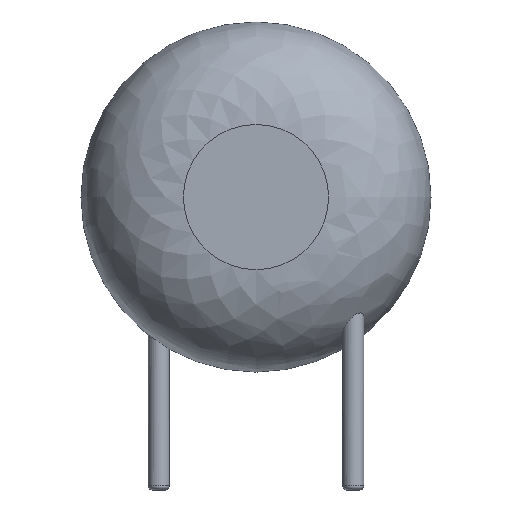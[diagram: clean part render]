
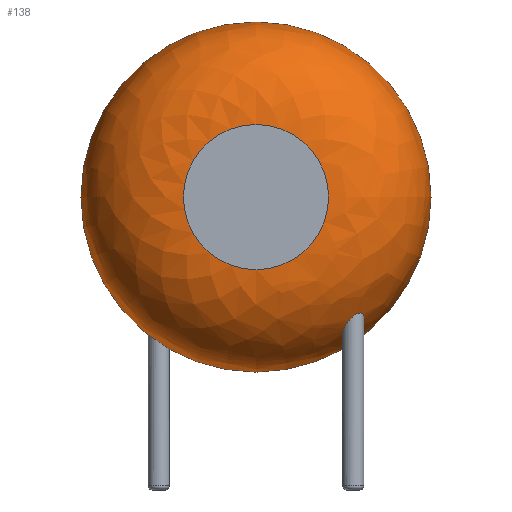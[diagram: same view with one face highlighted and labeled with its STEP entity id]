
A CAD part, front view. The second image highlights one B-rep face of the part: STEP entity #138.
In plain terms, the highlighted face is a revolution surface.
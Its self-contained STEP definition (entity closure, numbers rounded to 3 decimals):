
#24=VERTEX_POINT('',#25);
#25=CARTESIAN_POINT('',(7.,-1.466,4.53));
#29=DIRECTION('',(0.,-1.,0.));
#30=ORIENTED_EDGE('',*,*,#31,.T.);
#31=EDGE_CURVE('',#24,#24,#32,.T.);
#32=CIRCLE('',#33,4.5);
#33=AXIS2_PLACEMENT_3D('',#34,#29,#35);
#34=CARTESIAN_POINT('',(2.5,-1.466,4.53));
#35=DIRECTION('',(1.,0.,0.));
#138=ADVANCED_FACE('',(#139,#155),#225,.T.);
#139=FACE_BOUND('',#140,.T.);
#140=EDGE_LOOP('',(#30,#141,#149,#154));
#141=ORIENTED_EDGE('',*,*,#142,.T.);
#142=EDGE_CURVE('',#24,#143,#145,.T.);
#143=VERTEX_POINT('',#144);
#144=CARTESIAN_POINT('',(4.366,-4.1,4.53));
#145=CIRCLE('',#146,2.634);
#146=AXIS2_PLACEMENT_3D('',#147,#148,#35);
#147=CARTESIAN_POINT('',(4.366,-1.466,4.53));
#148=DIRECTION('',(0.,0.,-1.));
#149=ORIENTED_EDGE('',*,*,#150,.F.);
#150=EDGE_CURVE('',#143,#143,#151,.T.);
#151=CIRCLE('',#152,1.866);
#152=AXIS2_PLACEMENT_3D('',#153,#29,#35);
#153=CARTESIAN_POINT('',(2.5,-4.1,4.53));
#154=ORIENTED_EDGE('',*,*,#142,.F.);
#155=FACE_BOUND('',#156,.T.);
#156=EDGE_LOOP('',(#157,#174));
#157=ORIENTED_EDGE('',*,*,#158,.T.);
#158=EDGE_CURVE('',#159,#161,#163,.T.);
#159=VERTEX_POINT('',#160);
#160=CARTESIAN_POINT('',(5.27,-2.8,1.457));
#161=VERTEX_POINT('',#162);
#162=CARTESIAN_POINT('',(5.007,-2.53,1.066));
#163=B_SPLINE_CURVE_WITH_KNOTS('',6,(#160,#164,#165,#166,#167,#168,#169,#170,#171,#172,#173,#162),.UNSPECIFIED.,.F.,.F.,(7,5,7),(0.,0.44,1.),.UNSPECIFIED.);
#164=CARTESIAN_POINT('',(5.27,-2.769,1.433));
#165=CARTESIAN_POINT('',(5.266,-2.738,1.406));
#166=CARTESIAN_POINT('',(5.257,-2.709,1.377));
#167=CARTESIAN_POINT('',(5.245,-2.681,1.347));
#168=CARTESIAN_POINT('',(5.23,-2.655,1.317));
#169=CARTESIAN_POINT('',(5.187,-2.602,1.247));
#170=CARTESIAN_POINT('',(5.158,-2.576,1.207));
#171=CARTESIAN_POINT('',(5.125,-2.555,1.168));
#172=CARTESIAN_POINT('',(5.088,-2.54,1.131));
#173=CARTESIAN_POINT('',(5.048,-2.531,1.097));
#174=ORIENTED_EDGE('',*,*,#175,.T.);
#175=EDGE_CURVE('',#161,#159,#176,.T.);
#176=B_SPLINE_CURVE_WITH_KNOTS('',7,(#162,#177,#178,#179,#180,#181,#182,#183,#184,#185,#186,#187,#188,#189,#190,#191,#192,#193,#194,#195,#196,#197,#198,#199,#200,#201,#202,#203,#204,#205,#206,#207,#208,#209,#210,#211,#212,#213,#214,#215,#216,#217,#218,#219,#220,#221,#222,#223,#224,#160),.UNSPECIFIED.,.F.,.F.,(8,6,6,6,6,6,6,6,8),(0.,0.185,0.298,0.355,0.519,0.672,0.812,0.924,1.),.UNSPECIFIED.);
#177=CARTESIAN_POINT('',(4.973,-2.529,1.041));
#178=CARTESIAN_POINT('',(4.938,-2.533,1.019));
#179=CARTESIAN_POINT('',(4.903,-2.543,1.));
#180=CARTESIAN_POINT('',(4.87,-2.558,0.986));
#181=CARTESIAN_POINT('',(4.839,-2.578,0.977));
#182=CARTESIAN_POINT('',(4.812,-2.603,0.973));
#183=CARTESIAN_POINT('',(4.776,-2.647,0.976));
#184=CARTESIAN_POINT('',(4.764,-2.665,0.979));
#185=CARTESIAN_POINT('',(4.754,-2.685,0.985));
#186=CARTESIAN_POINT('',(4.746,-2.704,0.992));
#187=CARTESIAN_POINT('',(4.739,-2.725,1.));
#188=CARTESIAN_POINT('',(4.735,-2.745,1.011));
#189=CARTESIAN_POINT('',(4.731,-2.776,1.029));
#190=CARTESIAN_POINT('',(4.73,-2.786,1.036));
#191=CARTESIAN_POINT('',(4.73,-2.796,1.042));
#192=CARTESIAN_POINT('',(4.73,-2.807,1.05));
#193=CARTESIAN_POINT('',(4.73,-2.817,1.057));
#194=CARTESIAN_POINT('',(4.731,-2.827,1.065));
#195=CARTESIAN_POINT('',(4.736,-2.865,1.096));
#196=CARTESIAN_POINT('',(4.744,-2.893,1.122));
#197=CARTESIAN_POINT('',(4.755,-2.919,1.15));
#198=CARTESIAN_POINT('',(4.768,-2.944,1.179));
#199=CARTESIAN_POINT('',(4.785,-2.967,1.209));
#200=CARTESIAN_POINT('',(4.803,-2.987,1.24));
#201=CARTESIAN_POINT('',(4.844,-3.022,1.299));
#202=CARTESIAN_POINT('',(4.865,-3.036,1.328));
#203=CARTESIAN_POINT('',(4.888,-3.049,1.357));
#204=CARTESIAN_POINT('',(4.913,-3.058,1.385));
#205=CARTESIAN_POINT('',(4.939,-3.065,1.411));
#206=CARTESIAN_POINT('',(4.966,-3.069,1.437));
#207=CARTESIAN_POINT('',(5.019,-3.071,1.481));
#208=CARTESIAN_POINT('',(5.044,-3.068,1.5));
#209=CARTESIAN_POINT('',(5.07,-3.063,1.517));
#210=CARTESIAN_POINT('',(5.096,-3.055,1.531));
#211=CARTESIAN_POINT('',(5.121,-3.044,1.541));
#212=CARTESIAN_POINT('',(5.144,-3.03,1.548));
#213=CARTESIAN_POINT('',(5.183,-3.,1.553));
#214=CARTESIAN_POINT('',(5.199,-2.985,1.553));
#215=CARTESIAN_POINT('',(5.213,-2.968,1.551));
#216=CARTESIAN_POINT('',(5.226,-2.951,1.546));
#217=CARTESIAN_POINT('',(5.237,-2.932,1.539));
#218=CARTESIAN_POINT('',(5.246,-2.913,1.53));
#219=CARTESIAN_POINT('',(5.258,-2.881,1.513));
#220=CARTESIAN_POINT('',(5.262,-2.867,1.505));
#221=CARTESIAN_POINT('',(5.265,-2.854,1.497));
#222=CARTESIAN_POINT('',(5.268,-2.84,1.487));
#223=CARTESIAN_POINT('',(5.269,-2.827,1.478));
#224=CARTESIAN_POINT('',(5.27,-2.813,1.468));
#225=SURFACE_OF_REVOLUTION('',#226,#237);
#226=B_SPLINE_CURVE_WITH_KNOTS('',6,(#25,#227,#228,#229,#230,#231,#232,#233,#234,#235,#236,#144),.UNSPECIFIED.,.F.,.F.,(7,5,7),(0.,0.785,1.571),.UNSPECIFIED.);
#227=CARTESIAN_POINT('',(7.,-1.811,4.53));
#228=CARTESIAN_POINT('',(6.946,-2.155,4.53));
#229=CARTESIAN_POINT('',(6.838,-2.49,4.53));
#230=CARTESIAN_POINT('',(6.678,-2.803,4.53));
#231=CARTESIAN_POINT('',(6.472,-3.085,4.53));
#232=CARTESIAN_POINT('',(5.985,-3.572,4.53));
#233=CARTESIAN_POINT('',(5.703,-3.778,4.53));
#234=CARTESIAN_POINT('',(5.39,-3.938,4.53));
#235=CARTESIAN_POINT('',(5.055,-4.046,4.53));
#236=CARTESIAN_POINT('',(4.711,-4.1,4.53));
#237=AXIS1_PLACEMENT('',#34,#29);
